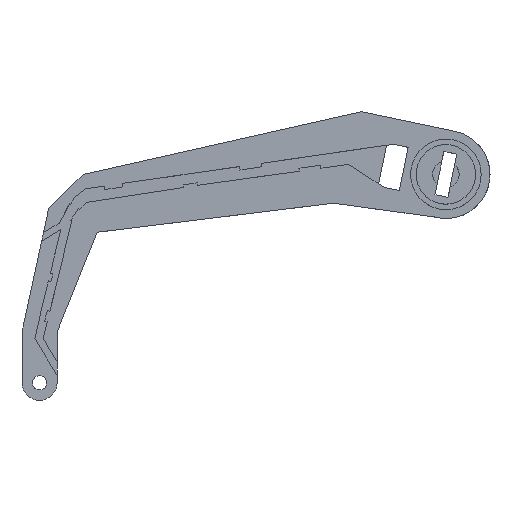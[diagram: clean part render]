
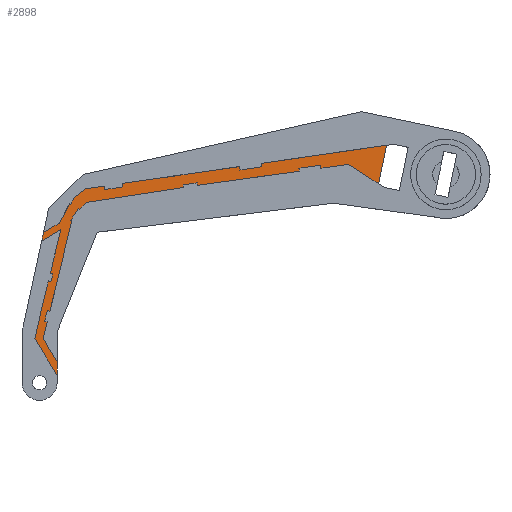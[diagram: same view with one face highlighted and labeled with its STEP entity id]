
A CAD part, top view. The second image highlights one B-rep face of the part: STEP entity #2898.
In plain terms, the highlighted planar face has unit normal (0, 0, 1).
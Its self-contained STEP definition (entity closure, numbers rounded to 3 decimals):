
#48 = VERTEX_POINT ( 'NONE', #2834 ) ;
#117 = DIRECTION ( 'NONE',  ( 0.707, 0.707, 0. ) ) ;
#197 = CARTESIAN_POINT ( 'NONE',  ( 43.943, 45.768, -40.4 ) ) ;
#203 = LINE ( 'NONE', #3359, #3231 ) ;
#304 = CARTESIAN_POINT ( 'NONE',  ( -20.63, 30.55, -40.4 ) ) ;
#314 = ORIENTED_EDGE ( 'NONE', *, *, #562, .T. ) ;
#472 = EDGE_CURVE ( 'NONE', #5275, #5140, #5644, .T. ) ;
#494 = LINE ( 'NONE', #4832, #6292 ) ;
#531 = DIRECTION ( 'NONE',  ( 0.236, 0.972, 0. ) ) ;
#562 = EDGE_CURVE ( 'NONE', #3099, #5490, #4611, .T. ) ;
#643 = EDGE_CURVE ( 'NONE', #3758, #2288, #1469, .T. ) ;
#697 = ORIENTED_EDGE ( 'NONE', *, *, #472, .F. ) ;
#739 = AXIS2_PLACEMENT_3D ( 'NONE', #4637, #5271, #4052 ) ;
#777 = ORIENTED_EDGE ( 'NONE', *, *, #2491, .F. ) ;
#811 = DIRECTION ( 'NONE',  ( -0.22, -0.975, 0. ) ) ;
#853 = EDGE_CURVE ( 'NONE', #3792, #5490, #4157, .T. ) ;
#951 = FACE_OUTER_BOUND ( 'NONE', #1404, .T. ) ;
#960 = CARTESIAN_POINT ( 'NONE',  ( -27.546, 18.673, -40.4 ) ) ;
#1011 = EDGE_CURVE ( 'NONE', #6543, #5556, #203, .T. ) ;
#1036 = CARTESIAN_POINT ( 'NONE',  ( -24.996, 12.605, -40.4 ) ) ;
#1057 = CARTESIAN_POINT ( 'NONE',  ( -21.023, 32.022, -40.4 ) ) ;
#1117 = ORIENTED_EDGE ( 'NONE', *, *, #643, .T. ) ;
#1300 = DIRECTION ( 'NONE',  ( -0.99, -0.138, 0. ) ) ;
#1303 = CARTESIAN_POINT ( 'NONE',  ( -21.485, -2.448, -40.4 ) ) ;
#1328 = LINE ( 'NONE', #197, #6535 ) ;
#1357 = LINE ( 'NONE', #3516, #6782 ) ;
#1370 = CARTESIAN_POINT ( 'NONE',  ( 51.399, 40.928, -40.4 ) ) ;
#1388 = CARTESIAN_POINT ( 'NONE',  ( -18.054, 37.507, -40.4 ) ) ;
#1404 = EDGE_LOOP ( 'NONE', ( #2231, #314, #5828, #2337, #5335, #777, #697, #6934, #3838, #5027, #4231, #3369, #2161, #4374, #1117, #6880, #6508, #5234 ) ) ;
#1438 = VECTOR ( 'NONE', #117, 1000. ) ;
#1452 = CARTESIAN_POINT ( 'NONE',  ( 53.195, 49.695, -40.4 ) ) ;
#1469 = LINE ( 'NONE', #960, #2769 ) ;
#1522 = CARTESIAN_POINT ( 'NONE',  ( -24.567, 29.903, -40.4 ) ) ;
#1673 = VECTOR ( 'NONE', #6237, 1000. ) ;
#1874 = LINE ( 'NONE', #5574, #2115 ) ;
#1933 = DIRECTION ( 'NONE',  ( -0.855, -0.518, 0. ) ) ;
#1999 = VERTEX_POINT ( 'NONE', #4817 ) ;
#2046 = DIRECTION ( 'NONE',  ( 0.201, 0.98, 0. ) ) ;
#2102 = VECTOR ( 'NONE', #3059, 1000. ) ;
#2115 = VECTOR ( 'NONE', #5010, 1000. ) ;
#2161 = ORIENTED_EDGE ( 'NONE', *, *, #4500, .F. ) ;
#2231 = ORIENTED_EDGE ( 'NONE', *, *, #4127, .F. ) ;
#2240 = CARTESIAN_POINT ( 'NONE',  ( 10.354, 40.596, -40.4 ) ) ;
#2257 = CARTESIAN_POINT ( 'NONE',  ( -18.145, 32.542, -40.4 ) ) ;
#2288 = VERTEX_POINT ( 'NONE', #6627 ) ;
#2327 = LINE ( 'NONE', #6069, #3706 ) ;
#2337 = ORIENTED_EDGE ( 'NONE', *, *, #3761, .F. ) ;
#2352 = VECTOR ( 'NONE', #3547, 1000. ) ;
#2491 = EDGE_CURVE ( 'NONE', #5140, #3010, #1874, .T. ) ;
#2532 = CARTESIAN_POINT ( 'NONE',  ( 44.571, 45.36, -40.4 ) ) ;
#2547 = CARTESIAN_POINT ( 'NONE',  ( -26.526, 5.834, -40.4 ) ) ;
#2646 = EDGE_CURVE ( 'NONE', #4249, #3758, #494, .T. ) ;
#2698 = VECTOR ( 'NONE', #6321, 1000. ) ;
#2769 = VECTOR ( 'NONE', #3627, 1000. ) ;
#2776 = LINE ( 'NONE', #4933, #2928 ) ;
#2834 = CARTESIAN_POINT ( 'NONE',  ( -18.054, 37.507, -40.4 ) ) ;
#2898 = ADVANCED_FACE ( 'NONE', ( #951 ), #3123, .T. ) ;
#2928 = VECTOR ( 'NONE', #6030, 1000. ) ;
#2975 = LINE ( 'NONE', #6840, #4153 ) ;
#3010 = VERTEX_POINT ( 'NONE', #3044 ) ;
#3044 = CARTESIAN_POINT ( 'NONE',  ( -21.023, 32.022, -40.4 ) ) ;
#3059 = DIRECTION ( 'NONE',  ( 0.99, 0.143, 0. ) ) ;
#3096 = CARTESIAN_POINT ( 'NONE',  ( -26.492, 5.984, -40.4 ) ) ;
#3099 = VERTEX_POINT ( 'NONE', #1370 ) ;
#3123 = PLANE ( 'NONE',  #739 ) ;
#3220 = EDGE_CURVE ( 'NONE', #5503, #6543, #2327, .T. ) ;
#3230 = DIRECTION ( 'NONE',  ( 0.476, 0.879, 0. ) ) ;
#3231 = VECTOR ( 'NONE', #3425, 1000. ) ;
#3359 = CARTESIAN_POINT ( 'NONE',  ( -21.485, 0., -40.4 ) ) ;
#3369 = ORIENTED_EDGE ( 'NONE', *, *, #1011, .T. ) ;
#3414 = CARTESIAN_POINT ( 'NONE',  ( -24.567, 29.903, -40.4 ) ) ;
#3425 = DIRECTION ( 'NONE',  ( 0., 1., 0. ) ) ;
#3450 = DIRECTION ( 'NONE',  ( 0.52, -0.854, 0. ) ) ;
#3516 = CARTESIAN_POINT ( 'NONE',  ( -24.999, 27.903, -40.4 ) ) ;
#3547 = DIRECTION ( 'NONE',  ( 0.798, 0.602, 0. ) ) ;
#3555 = VECTOR ( 'NONE', #3876, 1000. ) ;
#3586 = LINE ( 'NONE', #1388, #2352 ) ;
#3627 = DIRECTION ( 'NONE',  ( 0.561, 0.828, 0. ) ) ;
#3641 = LINE ( 'NONE', #5797, #1438 ) ;
#3706 = VECTOR ( 'NONE', #3450, 1000. ) ;
#3713 = EDGE_CURVE ( 'NONE', #2288, #1999, #3641, .T. ) ;
#3758 = VERTEX_POINT ( 'NONE', #2257 ) ;
#3759 = LINE ( 'NONE', #1057, #4277 ) ;
#3761 = EDGE_CURVE ( 'NONE', #48, #3792, #3586, .T. ) ;
#3792 = VERTEX_POINT ( 'NONE', #5770 ) ;
#3838 = ORIENTED_EDGE ( 'NONE', *, *, #4576, .F. ) ;
#3876 = DIRECTION ( 'NONE',  ( 0.211, 0.977, 0. ) ) ;
#4052 = DIRECTION ( 'NONE',  ( 1., 0., 0. ) ) ;
#4082 = CARTESIAN_POINT ( 'NONE',  ( -5.866, 38.099, -40.4 ) ) ;
#4124 = VECTOR ( 'NONE', #2046, 1000. ) ;
#4127 = EDGE_CURVE ( 'NONE', #3099, #4583, #1328, .T. ) ;
#4153 = VECTOR ( 'NONE', #1300, 1000. ) ;
#4157 = LINE ( 'NONE', #5405, #2102 ) ;
#4160 = LINE ( 'NONE', #6213, #2698 ) ;
#4231 = ORIENTED_EDGE ( 'NONE', *, *, #3220, .T. ) ;
#4249 = VERTEX_POINT ( 'NONE', #6364 ) ;
#4277 = VECTOR ( 'NONE', #3230, 1000. ) ;
#4374 = ORIENTED_EDGE ( 'NONE', *, *, #2646, .T. ) ;
#4500 = EDGE_CURVE ( 'NONE', #4249, #5556, #2776, .T. ) ;
#4576 = EDGE_CURVE ( 'NONE', #4763, #6460, #4160, .T. ) ;
#4577 = EDGE_CURVE ( 'NONE', #6460, #5275, #1357, .T. ) ;
#4583 = VERTEX_POINT ( 'NONE', #2532 ) ;
#4596 = VECTOR ( 'NONE', #811, 1000. ) ;
#4611 = LINE ( 'NONE', #4642, #4124 ) ;
#4637 = CARTESIAN_POINT ( 'NONE',  ( 0., 0., -40.4 ) ) ;
#4642 = CARTESIAN_POINT ( 'NONE',  ( 51.399, 40.928, -40.4 ) ) ;
#4763 = VERTEX_POINT ( 'NONE', #1036 ) ;
#4817 = CARTESIAN_POINT ( 'NONE',  ( -14.813, 36.721, -40.4 ) ) ;
#4832 = CARTESIAN_POINT ( 'NONE',  ( -24.606, 5.987, -40.4 ) ) ;
#4933 = CARTESIAN_POINT ( 'NONE',  ( -15.392, -9.368, -40.4 ) ) ;
#5010 = DIRECTION ( 'NONE',  ( 0.858, 0.513, 0. ) ) ;
#5016 = CARTESIAN_POINT ( 'NONE',  ( -24.999, 27.903, -40.4 ) ) ;
#5027 = ORIENTED_EDGE ( 'NONE', *, *, #5783, .T. ) ;
#5140 = VERTEX_POINT ( 'NONE', #1522 ) ;
#5234 = ORIENTED_EDGE ( 'NONE', *, *, #5355, .F. ) ;
#5271 = DIRECTION ( 'NONE',  ( 0., 0., 1. ) ) ;
#5275 = VERTEX_POINT ( 'NONE', #5016 ) ;
#5335 = ORIENTED_EDGE ( 'NONE', *, *, #6282, .F. ) ;
#5355 = EDGE_CURVE ( 'NONE', #4583, #6361, #2975, .T. ) ;
#5405 = CARTESIAN_POINT ( 'NONE',  ( -14.977, 39.829, -40.4 ) ) ;
#5490 = VERTEX_POINT ( 'NONE', #1452 ) ;
#5503 = VERTEX_POINT ( 'NONE', #2547 ) ;
#5556 = VERTEX_POINT ( 'NONE', #6608 ) ;
#5574 = CARTESIAN_POINT ( 'NONE',  ( -20.14, 32.55, -40.4 ) ) ;
#5612 = DIRECTION ( 'NONE',  ( -0.839, 0.544, 0. ) ) ;
#5644 = LINE ( 'NONE', #3414, #3555 ) ;
#5770 = CARTESIAN_POINT ( 'NONE',  ( -14.977, 39.829, -40.4 ) ) ;
#5783 = EDGE_CURVE ( 'NONE', #4763, #5503, #6826, .T. ) ;
#5797 = CARTESIAN_POINT ( 'NONE',  ( -25.767, 25.767, -40.4 ) ) ;
#5828 = ORIENTED_EDGE ( 'NONE', *, *, #853, .F. ) ;
#6030 = DIRECTION ( 'NONE',  ( 0.52, -0.854, 0. ) ) ;
#6069 = CARTESIAN_POINT ( 'NONE',  ( -16.765, -10.203, -40.4 ) ) ;
#6145 = EDGE_CURVE ( 'NONE', #1999, #6361, #6789, .T. ) ;
#6213 = CARTESIAN_POINT ( 'NONE',  ( -26.495, 6.447, -40.4 ) ) ;
#6237 = DIRECTION ( 'NONE',  ( 0.988, 0.152, 0. ) ) ;
#6282 = EDGE_CURVE ( 'NONE', #3010, #48, #3759, .T. ) ;
#6292 = VECTOR ( 'NONE', #531, 1000. ) ;
#6321 = DIRECTION ( 'NONE',  ( 0.236, 0.972, 0. ) ) ;
#6361 = VERTEX_POINT ( 'NONE', #2240 ) ;
#6364 = CARTESIAN_POINT ( 'NONE',  ( -24.644, 5.834, -40.4 ) ) ;
#6460 = VERTEX_POINT ( 'NONE', #304 ) ;
#6508 = ORIENTED_EDGE ( 'NONE', *, *, #6145, .T. ) ;
#6535 = VECTOR ( 'NONE', #5612, 1000. ) ;
#6543 = VERTEX_POINT ( 'NONE', #1303 ) ;
#6608 = CARTESIAN_POINT ( 'NONE',  ( -21.485, 0.644, -40.4 ) ) ;
#6627 = CARTESIAN_POINT ( 'NONE',  ( -16.362, 35.172, -40.4 ) ) ;
#6782 = VECTOR ( 'NONE', #1933, 1000. ) ;
#6789 = LINE ( 'NONE', #4082, #1673 ) ;
#6826 = LINE ( 'NONE', #3096, #4596 ) ;
#6840 = CARTESIAN_POINT ( 'NONE',  ( 10.354, 40.596, -40.4 ) ) ;
#6880 = ORIENTED_EDGE ( 'NONE', *, *, #3713, .T. ) ;
#6934 = ORIENTED_EDGE ( 'NONE', *, *, #4577, .F. ) ;
